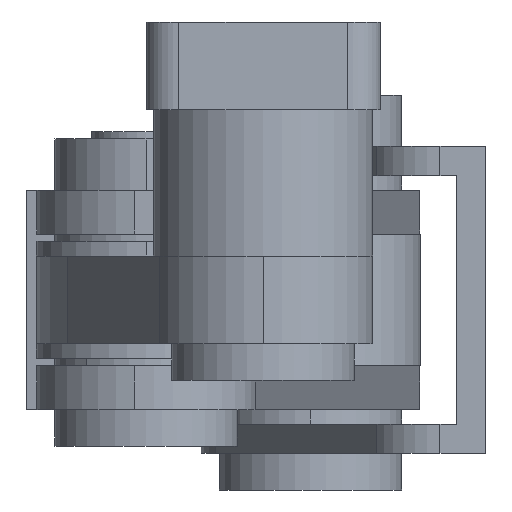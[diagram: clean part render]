
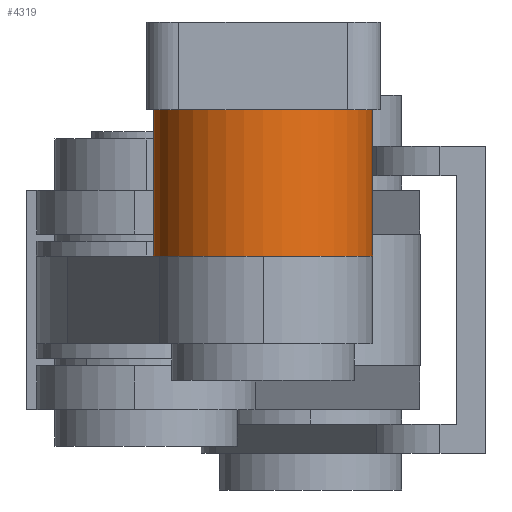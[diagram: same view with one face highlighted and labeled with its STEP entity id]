
A CAD part, left-side view. The second image highlights one B-rep face of the part: STEP entity #4319.
In plain terms, the highlighted cylindrical face has radius 15 mm (diameter 30 mm), a partial arc.
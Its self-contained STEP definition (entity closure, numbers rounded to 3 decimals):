
#4192 = ORIENTED_EDGE ( 'NONE', *, *, #4193, .F. ) ;
#4193 = EDGE_CURVE ( 'NONE', #4296, #4194, #6262, .T. ) ;
#4194 = VERTEX_POINT ( 'NONE', #6257 ) ;
#4206 = ORIENTED_EDGE ( 'NONE', *, *, #4207, .T. ) ;
#4207 = EDGE_CURVE ( 'NONE', #4296, #4209, #6415, .T. ) ;
#4209 = VERTEX_POINT ( 'NONE', #6411 ) ;
#4210 = ORIENTED_EDGE ( 'NONE', *, *, #4216, .T. ) ;
#4216 = EDGE_CURVE ( 'NONE', #4209, #4217, #6404, .T. ) ;
#4217 = VERTEX_POINT ( 'NONE', #6399 ) ;
#4258 = EDGE_LOOP ( 'NONE', ( #4192, #4206, #4210, #4275 ) ) ;
#4275 = ORIENTED_EDGE ( 'NONE', *, *, #4293, .F. ) ;
#4293 = EDGE_CURVE ( 'NONE', #4194, #4217, #6565, .T. ) ;
#4296 = VERTEX_POINT ( 'NONE', #6561 ) ;
#4319 = ADVANCED_FACE ( 'NONE', ( #6577 ), #6576, .T. ) ;
#6257 = CARTESIAN_POINT ( 'NONE',  ( -15., 0., 10. ) ) ;
#6258 = DIRECTION ( 'NONE',  ( 1., 0., 0. ) ) ;
#6259 = DIRECTION ( 'NONE',  ( 0., 0., 1. ) ) ;
#6260 = CARTESIAN_POINT ( 'NONE',  ( 0., 0., 10. ) ) ;
#6261 = AXIS2_PLACEMENT_3D ( 'NONE', #6260, #6259, #6258 ) ;
#6262 = CIRCLE ( 'NONE', #6261, 15. ) ;
#6399 = CARTESIAN_POINT ( 'NONE',  ( -15., 0., -10. ) ) ;
#6400 = DIRECTION ( 'NONE',  ( 1., 0., 0. ) ) ;
#6401 = DIRECTION ( 'NONE',  ( 0., 0., 1. ) ) ;
#6402 = CARTESIAN_POINT ( 'NONE',  ( 0., 0., -10. ) ) ;
#6403 = AXIS2_PLACEMENT_3D ( 'NONE', #6402, #6401, #6400 ) ;
#6404 = CIRCLE ( 'NONE', #6403, 15. ) ;
#6411 = CARTESIAN_POINT ( 'NONE',  ( 15., 0., -10. ) ) ;
#6412 = DIRECTION ( 'NONE',  ( 0., 0., -1. ) ) ;
#6413 = VECTOR ( 'NONE', #6412, 1000. ) ;
#6414 = CARTESIAN_POINT ( 'NONE',  ( 15., 0., 10. ) ) ;
#6415 = LINE ( 'NONE', #6414, #6413 ) ;
#6561 = CARTESIAN_POINT ( 'NONE',  ( 15., 0., 10. ) ) ;
#6562 = DIRECTION ( 'NONE',  ( 0., 0., -1. ) ) ;
#6563 = VECTOR ( 'NONE', #6562, 1000. ) ;
#6564 = CARTESIAN_POINT ( 'NONE',  ( -15., 0., 10. ) ) ;
#6565 = LINE ( 'NONE', #6564, #6563 ) ;
#6572 = DIRECTION ( 'NONE',  ( -1., 0., 0. ) ) ;
#6573 = DIRECTION ( 'NONE',  ( 0., 0., -1. ) ) ;
#6574 = CARTESIAN_POINT ( 'NONE',  ( 0., 0., 10. ) ) ;
#6575 = AXIS2_PLACEMENT_3D ( 'NONE', #6574, #6573, #6572 ) ;
#6576 = CYLINDRICAL_SURFACE ( 'NONE', #6575, 15. ) ;
#6577 = FACE_OUTER_BOUND ( 'NONE', #4258, .T. ) ;
